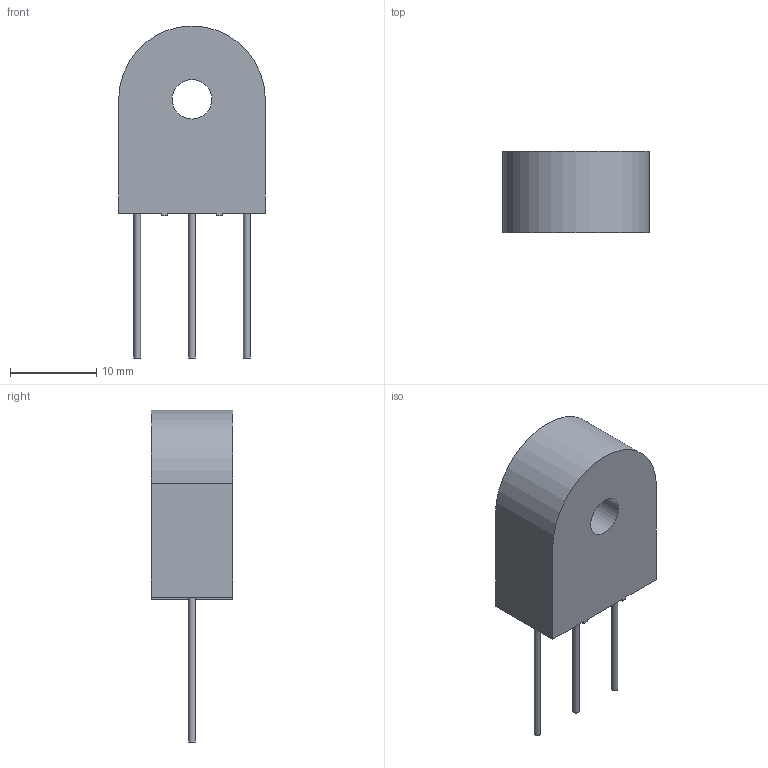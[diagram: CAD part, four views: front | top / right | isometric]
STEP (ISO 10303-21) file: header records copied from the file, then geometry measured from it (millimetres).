
FILE_DESCRIPTION(/* description */ ('Unknown'),/* implementation_level */ '2;1');
FILE_NAME(/* name */ 'HM31-21 Figure 2',/* time_stamp */ '2021-11-23T16:13:43+08:00',/* author */ ('Unknown'),/* organization */ ('Unknown'),/* preprocessor_version */ 'ST-DEVELOPER v16.7',/* originating_system */ 'Solid Edge',/* authorisation */ 'Unknown');
FILE_SCHEMA (('AUTOMOTIVE_DESIGN {1 0 10303 214 3 1 1}'));
Length unit declared in the file: millimetre
Products named in the file (1): HM31-21 Figure 2
Bounding box: 17 x 9.4 x 38.5 mm (x, y, z)
Volume: 3046.5 mm3; surface area: 1584.6 mm2
Topology: 1 solids, 1 shells, 204 faces, 530 edges, 354 vertices
Faces by surface type: plane 177, bspline 22, cylinder 5
Full cylindrical faces by diameter (mm): 0.76 x3, 4.58 x1
Entity records: 8215 total; most frequent: CARTESIAN_POINT 2203, ORIENTED_EDGE 1040, DIRECTION 714, EDGE_CURVE 520, VERTEX_POINT 352, LINE 328, VECTOR 328, EDGE_LOOP 240
